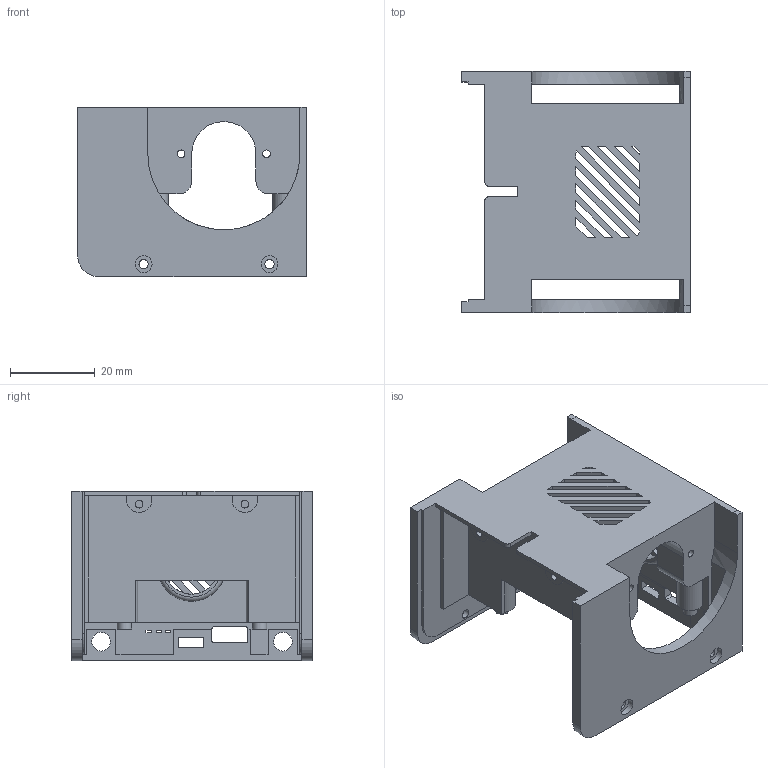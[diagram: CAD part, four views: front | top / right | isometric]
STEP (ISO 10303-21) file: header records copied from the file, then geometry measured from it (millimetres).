
FILE_DESCRIPTION(/* description */ (''),/* implementation_level */ '2;1');
FILE_NAME(/* name */ 'EduBot_Body.stp',/* time_stamp */ '2019-03-03T17:19:36+09:00',/* author */ ('tlsru'),/* organization */ (''),/* preprocessor_version */ 'ST-DEVELOPER v15.6',/* originating_system */ 'Autodesk Inventor 2015',/* authorisation */ '');
FILE_SCHEMA (('AUTOMOTIVE_DESIGN { 1 0 10303 214 3 1 1 }'));
Length unit declared in the file: millimetre
Products named in the file (1): EduBot_Body
Bounding box: 54.09 x 57 x 40.1 mm (x, y, z)
Volume: 25480.4 mm3; surface area: 20130.4 mm2
Topology: 1 solids, 1 shells, 219 faces, 636 edges, 423 vertices
Faces by surface type: plane 164, cylinder 54, torus 1
Full cylindrical faces by diameter (mm): 1.8 x10, 2.2 x4, 3.4 x4, 4 x4, 4.4 x2, 12.7 x1, 16.1 x1
Entity records: 7182 total; most frequent: CARTESIAN_POINT 1246, ORIENTED_EDGE 1212, DIRECTION 1176, EDGE_CURVE 606, LINE 476, VECTOR 476, VERTEX_POINT 420, AXIS2_PLACEMENT_3D 350
